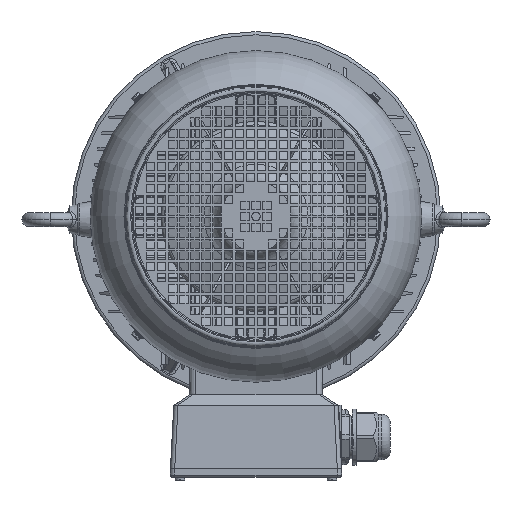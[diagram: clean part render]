
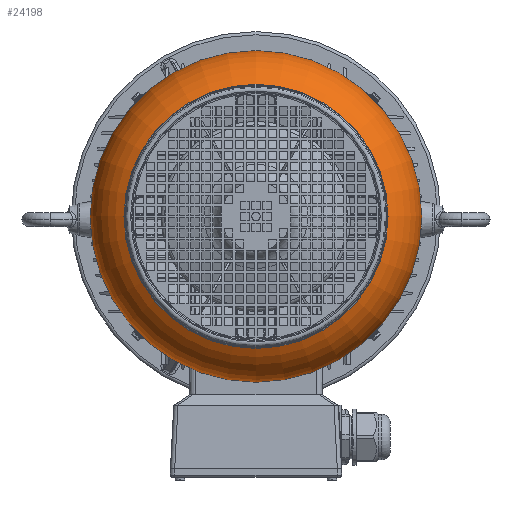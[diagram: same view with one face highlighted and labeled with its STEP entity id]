
A CAD part, left-side view. The second image highlights one B-rep face of the part: STEP entity #24198.
In plain terms, the highlighted toroidal (fillet/blend) face has major radius 97.5 mm and minor radius 59.5 mm.
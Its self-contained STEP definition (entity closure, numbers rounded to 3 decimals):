
#2183=TOROIDAL_SURFACE('',#94813,97.5,59.5);
#16331=CIRCLE('',#94810,125.049);
#16332=CIRCLE('',#94812,157.);
#24198=ADVANCED_FACE('',(#29010,#29011),#2183,.T.);
#29010=FACE_BOUND('',#33370,.T.);
#29011=FACE_BOUND('',#33371,.T.);
#33370=EDGE_LOOP('',(#65642));
#33371=EDGE_LOOP('',(#65643));
#65642=ORIENTED_EDGE('',*,*,#87050,.F.);
#65643=ORIENTED_EDGE('',*,*,#87049,.T.);
#77065=VERTEX_POINT('',#144096);
#77066=VERTEX_POINT('',#144099);
#87049=EDGE_CURVE('',#77065,#77065,#16331,.T.);
#87050=EDGE_CURVE('',#77066,#77066,#16332,.T.);
#94810=AXIS2_PLACEMENT_3D('',#144095,#111579,#111580);
#94812=AXIS2_PLACEMENT_3D('',#144098,#111583,#111584);
#94813=AXIS2_PLACEMENT_3D('',#144100,#111585,#111586);
#111579=DIRECTION('',(1.,0.,0.));
#111580=DIRECTION('',(0.,0.,1.));
#111583=DIRECTION('',(1.,0.,0.));
#111584=DIRECTION('',(0.,0.,1.));
#111585=DIRECTION('',(1.,0.,0.));
#111586=DIRECTION('',(0.,0.,1.));
#144095=CARTESIAN_POINT('',(-169.738,166.457,-166.457));
#144096=CARTESIAN_POINT('',(-169.738,166.457,-41.409));
#144098=CARTESIAN_POINT('',(-117.,166.457,-166.457));
#144099=CARTESIAN_POINT('',(-117.,166.457,-9.457));
#144100=CARTESIAN_POINT('',(-117.,166.457,-166.457));
